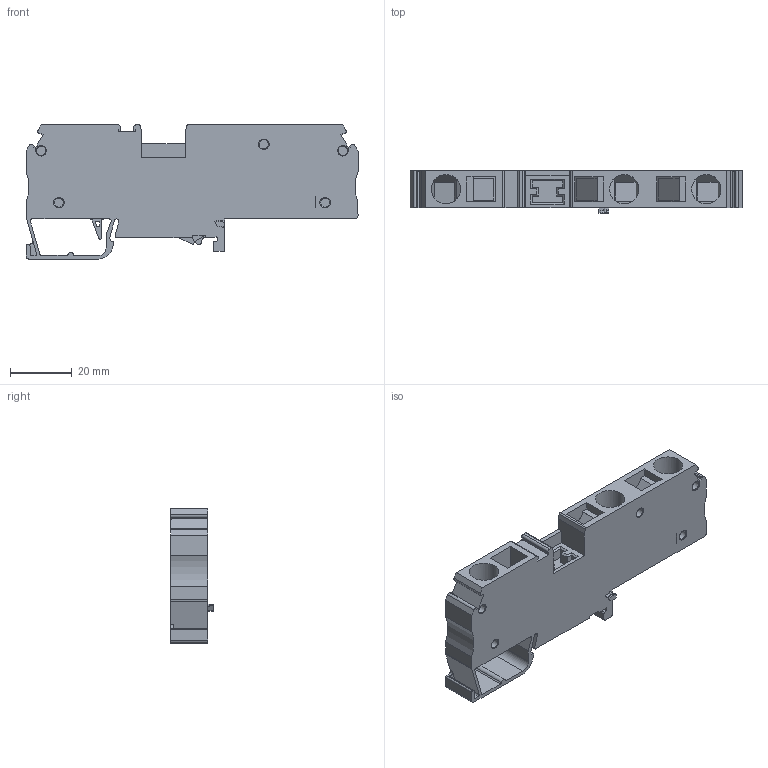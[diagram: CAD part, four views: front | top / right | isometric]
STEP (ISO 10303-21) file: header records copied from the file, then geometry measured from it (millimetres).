
FILE_DESCRIPTION(/* description */ ('Unknown'),/* implementation_level */ '2;1');
FILE_NAME(/* name */ 'DST16-1X2-STEP',/* time_stamp */ '2019-05-15T12:41:42+05:00',/* author */ ('Unknown'),/* organization */ ('Unknown'),/* preprocessor_version */ 'ST-DEVELOPER v16.7',/* originating_system */ 'DEX',/* authorisation */ $);
FILE_SCHEMA (('AP203_CONFIGURATION_CONTROLLED_3D_DESIGN_OF_MECHANICAL_PARTS_AND_ASSEMBLIES_MIM_LF { 1 0 10303 203 3 1 4 }','AUTOMOTIVE_DESIGN {1 0 10303 214 3 1 1}'));
Length unit declared in the file: millimetre
Products named in the file (1): DST16-1X2-STEP
Bounding box: 107.6 x 13.75 x 43.5 mm (x, y, z)
Volume: 36432.6 mm3; surface area: 14389.9 mm2
Topology: 1 solids, 1 shells, 556 faces, 1453 edges, 963 vertices
Faces by surface type: plane 400, bspline 82, cylinder 64, torus 8, cone 2
Full cylindrical faces by diameter (mm): 3 x5, 9.5 x3
Entity records: 20552 total; most frequent: CARTESIAN_POINT 7398, ORIENTED_EDGE 2840, DIRECTION 2359, EDGE_CURVE 1420, LINE 1075, VECTOR 1075, VERTEX_POINT 955, EDGE_LOOP 649
